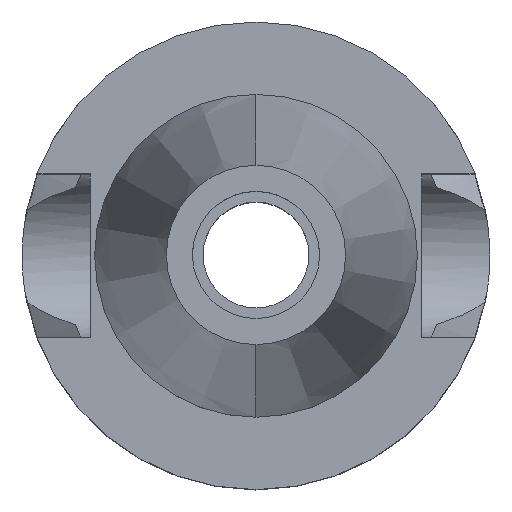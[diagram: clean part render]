
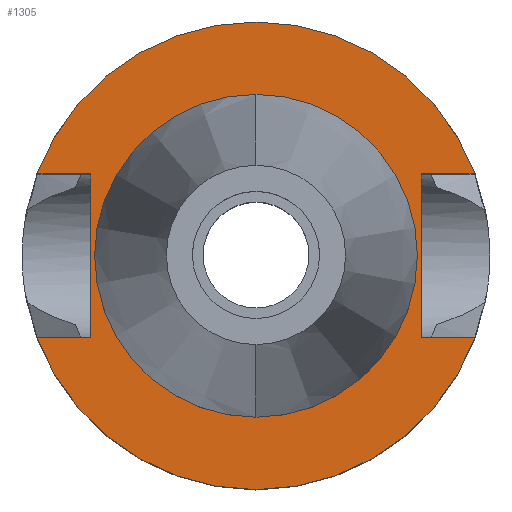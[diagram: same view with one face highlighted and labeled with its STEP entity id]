
A CAD part, top view. The second image highlights one B-rep face of the part: STEP entity #1305.
In plain terms, the highlighted planar face has unit normal (0, 0, 1).
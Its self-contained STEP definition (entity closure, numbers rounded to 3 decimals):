
#121=DIRECTION('',(0.,1.,0.));
#122=VECTOR('',#121,16.1);
#123=CARTESIAN_POINT('',(-16.3,-8.05,-2.));
#124=LINE('',#123,#122);
#128=DIRECTION('',(-1.,0.,0.));
#129=VECTOR('',#128,5.245);
#130=CARTESIAN_POINT('',(-16.3,8.05,-2.));
#131=LINE('',#130,#129);
#135=CARTESIAN_POINT('',(0.,0.,-2.));
#136=DIRECTION('',(0.,0.,-1.));
#137=DIRECTION('',(-0.937,0.35,0.));
#138=AXIS2_PLACEMENT_3D('',#135,#136,#137);
#143=CARTESIAN_POINT('',(0.,0.,-2.));
#144=DIRECTION('',(0.,0.,-1.));
#145=DIRECTION('',(0.,1.,0.));
#146=AXIS2_PLACEMENT_3D('',#143,#144,#145);
#151=DIRECTION('',(0.,-1.,0.));
#152=VECTOR('',#151,16.1);
#153=CARTESIAN_POINT('',(16.3,8.05,-2.));
#154=LINE('',#153,#152);
#158=DIRECTION('',(1.,0.,0.));
#159=VECTOR('',#158,5.245);
#160=CARTESIAN_POINT('',(16.3,-8.05,-2.));
#161=LINE('',#160,#159);
#165=CARTESIAN_POINT('',(0.,0.,-2.));
#166=DIRECTION('',(0.,0.,-1.));
#167=DIRECTION('',(0.937,-0.35,0.));
#168=AXIS2_PLACEMENT_3D('',#165,#166,#167);
#173=CARTESIAN_POINT('',(0.,0.,-2.));
#174=DIRECTION('',(0.,0.,-1.));
#175=DIRECTION('',(0.,-1.,0.));
#176=AXIS2_PLACEMENT_3D('',#173,#174,#175);
#181=CARTESIAN_POINT('',(0.,0.,-2.));
#182=DIRECTION('',(0.,0.,1.));
#183=DIRECTION('',(0.,-1.,0.));
#184=AXIS2_PLACEMENT_3D('',#181,#182,#183);
#189=CARTESIAN_POINT('',(0.,0.,-2.));
#190=DIRECTION('',(0.,0.,1.));
#191=DIRECTION('',(0.,1.,0.));
#192=AXIS2_PLACEMENT_3D('',#189,#190,#191);
#237=DIRECTION('',(-1.,0.,0.));
#238=VECTOR('',#237,5.245);
#239=CARTESIAN_POINT('',(-16.3,-8.05,-2.));
#240=LINE('',#239,#238);
#360=DIRECTION('',(1.,0.,0.));
#361=VECTOR('',#360,5.245);
#362=CARTESIAN_POINT('',(16.3,8.05,-2.));
#363=LINE('',#362,#361);
#1172=CARTESIAN_POINT('',(-16.3,-8.05,-2.));
#1173=VERTEX_POINT('',#1172);
#1174=CARTESIAN_POINT('',(-21.545,-8.05,-2.));
#1175=VERTEX_POINT('',#1174);
#1176=CARTESIAN_POINT('',(-16.3,8.05,-2.));
#1177=VERTEX_POINT('',#1176);
#1178=CARTESIAN_POINT('',(-21.545,8.05,-2.));
#1179=VERTEX_POINT('',#1178);
#1180=CARTESIAN_POINT('',(0.,23.,-2.));
#1181=CARTESIAN_POINT('',(21.545,8.05,-2.));
#1182=VERTEX_POINT('',#1180);
#1183=VERTEX_POINT('',#1181);
#1184=CARTESIAN_POINT('',(16.3,8.05,-2.));
#1185=VERTEX_POINT('',#1184);
#1186=CARTESIAN_POINT('',(16.3,-8.05,-2.));
#1187=VERTEX_POINT('',#1186);
#1188=CARTESIAN_POINT('',(21.545,-8.05,-2.));
#1189=VERTEX_POINT('',#1188);
#1190=CARTESIAN_POINT('',(0.,-23.,-2.));
#1191=VERTEX_POINT('',#1190);
#1192=CARTESIAN_POINT('',(0.,-15.875,-2.));
#1193=CARTESIAN_POINT('',(0.,15.875,-2.));
#1194=VERTEX_POINT('',#1192);
#1195=VERTEX_POINT('',#1193);
#1274=CARTESIAN_POINT('',(0.,0.,-2.));
#1275=DIRECTION('',(0.,0.,-1.));
#1276=DIRECTION('',(0.,-1.,0.));
#1277=AXIS2_PLACEMENT_3D('',#1274,#1275,#1276);
#1278=PLANE('',#1277);
#1280=ORIENTED_EDGE('',*,*,#1279,.T.);
#1282=ORIENTED_EDGE('',*,*,#1281,.T.);
#1284=ORIENTED_EDGE('',*,*,#1283,.T.);
#1286=ORIENTED_EDGE('',*,*,#1285,.T.);
#1288=ORIENTED_EDGE('',*,*,#1287,.F.);
#1290=ORIENTED_EDGE('',*,*,#1289,.T.);
#1292=ORIENTED_EDGE('',*,*,#1291,.T.);
#1294=ORIENTED_EDGE('',*,*,#1293,.T.);
#1296=ORIENTED_EDGE('',*,*,#1295,.T.);
#1298=ORIENTED_EDGE('',*,*,#1297,.F.);
#1299=EDGE_LOOP('',(#1280,#1282,#1284,#1286,#1288,#1290,#1292,#1294,#1296,
#1298));
#1300=FACE_OUTER_BOUND('',#1299,.F.);
#1301=ORIENTED_EDGE('',*,*,#1253,.T.);
#1302=ORIENTED_EDGE('',*,*,#1269,.T.);
#1303=EDGE_LOOP('',(#1301,#1302));
#1304=FACE_BOUND('',#1303,.F.);
#139=CIRCLE('',#138,23.);
#147=CIRCLE('',#146,23.);
#169=CIRCLE('',#168,23.);
#177=CIRCLE('',#176,23.);
#185=CIRCLE('',#184,15.875);
#193=CIRCLE('',#192,15.875);
#1253=EDGE_CURVE('',#1194,#1195,#185,.T.);
#1269=EDGE_CURVE('',#1195,#1194,#193,.T.);
#1279=EDGE_CURVE('',#1173,#1177,#124,.T.);
#1281=EDGE_CURVE('',#1177,#1179,#131,.T.);
#1283=EDGE_CURVE('',#1179,#1182,#139,.T.);
#1285=EDGE_CURVE('',#1182,#1183,#147,.T.);
#1287=EDGE_CURVE('',#1185,#1183,#363,.T.);
#1289=EDGE_CURVE('',#1185,#1187,#154,.T.);
#1291=EDGE_CURVE('',#1187,#1189,#161,.T.);
#1293=EDGE_CURVE('',#1189,#1191,#169,.T.);
#1295=EDGE_CURVE('',#1191,#1175,#177,.T.);
#1297=EDGE_CURVE('',#1173,#1175,#240,.T.);
#1305=ADVANCED_FACE('',(#1300,#1304),#1278,.F.);
